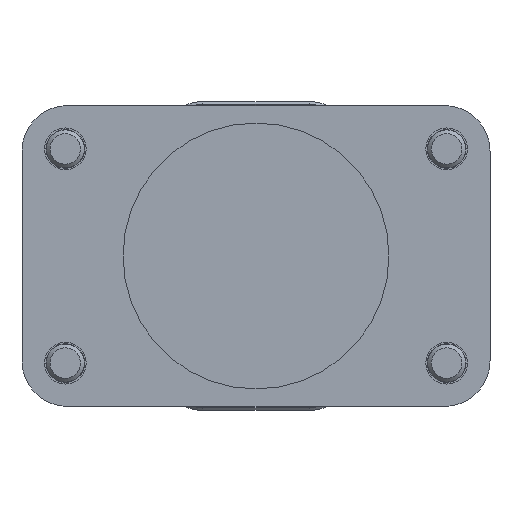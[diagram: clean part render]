
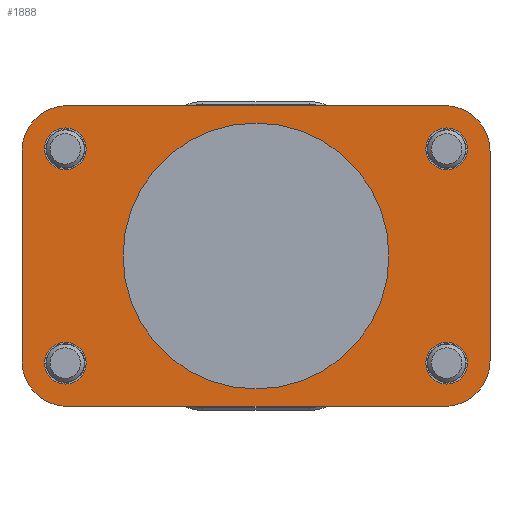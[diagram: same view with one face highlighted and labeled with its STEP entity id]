
A CAD part, front view. The second image highlights one B-rep face of the part: STEP entity #1888.
In plain terms, the highlighted planar face has unit normal (0, -1, 0).
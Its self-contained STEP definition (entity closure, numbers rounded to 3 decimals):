
#86=CIRCLE('',#2048,6.);
#88=CIRCLE('',#2052,6.);
#90=CIRCLE('',#2055,6.);
#92=CIRCLE('',#2058,6.);
#97=CIRCLE('',#2069,2.75);
#98=CIRCLE('',#2070,2.75);
#99=CIRCLE('',#2071,2.75);
#100=CIRCLE('',#2072,2.75);
#101=CIRCLE('',#2073,17.5);
#292=ORIENTED_EDGE('',*,*,#804,.T.);
#293=ORIENTED_EDGE('',*,*,#805,.T.);
#294=ORIENTED_EDGE('',*,*,#806,.T.);
#295=ORIENTED_EDGE('',*,*,#807,.T.);
#296=ORIENTED_EDGE('',*,*,#808,.T.);
#297=ORIENTED_EDGE('',*,*,#762,.F.);
#298=ORIENTED_EDGE('',*,*,#801,.F.);
#299=ORIENTED_EDGE('',*,*,#758,.F.);
#300=ORIENTED_EDGE('',*,*,#796,.F.);
#301=ORIENTED_EDGE('',*,*,#750,.F.);
#302=ORIENTED_EDGE('',*,*,#793,.F.);
#303=ORIENTED_EDGE('',*,*,#766,.F.);
#304=ORIENTED_EDGE('',*,*,#786,.F.);
#750=EDGE_CURVE('',#1012,#1013,#86,.T.);
#758=EDGE_CURVE('',#1020,#1021,#88,.T.);
#762=EDGE_CURVE('',#1024,#1025,#90,.T.);
#766=EDGE_CURVE('',#1028,#1029,#92,.T.);
#786=EDGE_CURVE('',#1025,#1028,#1213,.T.);
#793=EDGE_CURVE('',#1029,#1012,#1220,.T.);
#796=EDGE_CURVE('',#1013,#1020,#1223,.T.);
#801=EDGE_CURVE('',#1021,#1024,#1228,.T.);
#804=EDGE_CURVE('',#1050,#1050,#97,.T.);
#805=EDGE_CURVE('',#1051,#1051,#98,.T.);
#806=EDGE_CURVE('',#1052,#1052,#99,.T.);
#807=EDGE_CURVE('',#1053,#1053,#100,.T.);
#808=EDGE_CURVE('',#1054,#1054,#101,.T.);
#1012=VERTEX_POINT('',#2899);
#1013=VERTEX_POINT('',#2901);
#1020=VERTEX_POINT('',#2917);
#1021=VERTEX_POINT('',#2919);
#1024=VERTEX_POINT('',#2926);
#1025=VERTEX_POINT('',#2928);
#1028=VERTEX_POINT('',#2935);
#1029=VERTEX_POINT('',#2937);
#1050=VERTEX_POINT('',#3002);
#1051=VERTEX_POINT('',#3004);
#1052=VERTEX_POINT('',#3006);
#1053=VERTEX_POINT('',#3008);
#1054=VERTEX_POINT('',#3010);
#1213=LINE('',#2972,#1369);
#1220=LINE('',#2983,#1376);
#1223=LINE('',#2988,#1379);
#1228=LINE('',#2996,#1384);
#1369=VECTOR('',#2344,1000.);
#1376=VECTOR('',#2353,1000.);
#1379=VECTOR('',#2358,1000.);
#1384=VECTOR('',#2365,1000.);
#1506=EDGE_LOOP('',(#292));
#1507=EDGE_LOOP('',(#293));
#1508=EDGE_LOOP('',(#294));
#1509=EDGE_LOOP('',(#295));
#1510=EDGE_LOOP('',(#296));
#1511=EDGE_LOOP('',(#297,#298,#299,#300,#301,#302,#303,#304));
#1664=FACE_BOUND('',#1506,.T.);
#1665=FACE_BOUND('',#1507,.T.);
#1666=FACE_BOUND('',#1508,.T.);
#1667=FACE_BOUND('',#1509,.T.);
#1668=FACE_BOUND('',#1510,.T.);
#1669=FACE_BOUND('',#1511,.T.);
#1819=PLANE('',#2068);
#1888=ADVANCED_FACE('',(#1664,#1665,#1666,#1667,#1668,#1669),#1819,.F.);
#2048=AXIS2_PLACEMENT_3D('',#2900,#2285,#2286);
#2052=AXIS2_PLACEMENT_3D('',#2918,#2299,#2300);
#2055=AXIS2_PLACEMENT_3D('',#2927,#2307,#2308);
#2058=AXIS2_PLACEMENT_3D('',#2936,#2315,#2316);
#2068=AXIS2_PLACEMENT_3D('',#3000,#2368,#2369);
#2069=AXIS2_PLACEMENT_3D('',#3001,#2370,#2371);
#2070=AXIS2_PLACEMENT_3D('',#3003,#2372,#2373);
#2071=AXIS2_PLACEMENT_3D('',#3005,#2374,#2375);
#2072=AXIS2_PLACEMENT_3D('',#3007,#2376,#2377);
#2073=AXIS2_PLACEMENT_3D('',#3009,#2378,#2379);
#2285=DIRECTION('',(0.,1.,0.));
#2286=DIRECTION('',(1.,0.,0.));
#2299=DIRECTION('',(0.,1.,0.));
#2300=DIRECTION('',(1.,0.,0.));
#2307=DIRECTION('',(0.,1.,0.));
#2308=DIRECTION('',(1.,0.,0.));
#2315=DIRECTION('',(0.,1.,0.));
#2316=DIRECTION('',(1.,0.,0.));
#2344=DIRECTION('',(0.,0.,1.));
#2353=DIRECTION('',(1.,0.,0.));
#2358=DIRECTION('',(0.,0.,-1.));
#2365=DIRECTION('',(-1.,0.,0.));
#2368=DIRECTION('',(0.,1.,0.));
#2369=DIRECTION('',(0.,0.,1.));
#2370=DIRECTION('',(0.,1.,0.));
#2371=DIRECTION('',(1.,0.,0.));
#2372=DIRECTION('',(0.,1.,0.));
#2373=DIRECTION('',(1.,0.,0.));
#2374=DIRECTION('',(0.,1.,0.));
#2375=DIRECTION('',(1.,0.,0.));
#2376=DIRECTION('',(0.,1.,0.));
#2377=DIRECTION('',(1.,0.,0.));
#2378=DIRECTION('',(0.,1.,0.));
#2379=DIRECTION('',(1.,0.,0.));
#2899=CARTESIAN_POINT('',(24.8,0.,19.8));
#2900=CARTESIAN_POINT('',(24.8,0.,13.8));
#2901=CARTESIAN_POINT('',(30.8,0.,13.8));
#2917=CARTESIAN_POINT('',(30.8,0.,-13.8));
#2918=CARTESIAN_POINT('',(24.8,0.,-13.8));
#2919=CARTESIAN_POINT('',(24.8,0.,-19.8));
#2926=CARTESIAN_POINT('',(-24.8,0.,-19.8));
#2927=CARTESIAN_POINT('',(-24.8,0.,-13.8));
#2928=CARTESIAN_POINT('',(-30.8,0.,-13.8));
#2935=CARTESIAN_POINT('',(-30.8,0.,13.8));
#2936=CARTESIAN_POINT('',(-24.8,0.,13.8));
#2937=CARTESIAN_POINT('',(-24.8,0.,19.8));
#2972=CARTESIAN_POINT('',(-30.8,0.,-13.8));
#2983=CARTESIAN_POINT('',(-24.8,0.,19.8));
#2988=CARTESIAN_POINT('',(30.8,0.,13.8));
#2996=CARTESIAN_POINT('',(24.8,0.,-19.8));
#3000=CARTESIAN_POINT('',(-24.8,0.,-13.8));
#3001=CARTESIAN_POINT('',(25.1,0.,-14.1));
#3002=CARTESIAN_POINT('',(27.85,0.,-14.1));
#3003=CARTESIAN_POINT('',(-25.1,0.,-14.1));
#3004=CARTESIAN_POINT('',(-22.35,0.,-14.1));
#3005=CARTESIAN_POINT('',(25.1,0.,14.1));
#3006=CARTESIAN_POINT('',(27.85,0.,14.1));
#3007=CARTESIAN_POINT('',(-25.1,0.,14.1));
#3008=CARTESIAN_POINT('',(-22.35,0.,14.1));
#3009=CARTESIAN_POINT('',(0.,0.,0.));
#3010=CARTESIAN_POINT('',(17.5,0.,0.));
